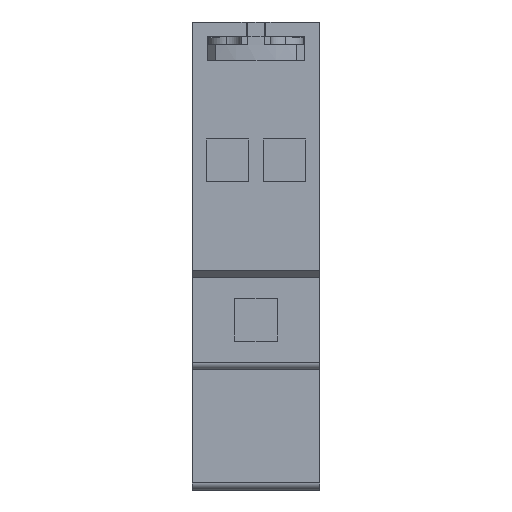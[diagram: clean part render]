
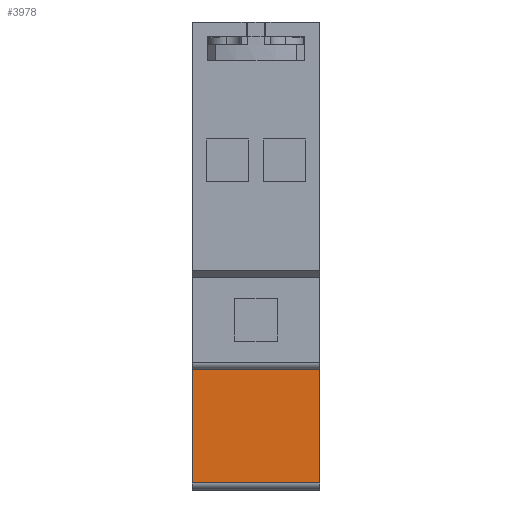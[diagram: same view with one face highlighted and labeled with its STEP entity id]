
A CAD part, front view. The second image highlights one B-rep face of the part: STEP entity #3978.
In plain terms, the highlighted planar face has unit normal (0, -1, 0).
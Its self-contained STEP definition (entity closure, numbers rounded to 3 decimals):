
#180 = CARTESIAN_POINT ( 'NONE',  ( -9., -22.5, -31.5 ) ) ;
#229 = ORIENTED_EDGE ( 'NONE', *, *, #3530, .T. ) ;
#386 = VERTEX_POINT ( 'NONE', #2543 ) ;
#392 = DIRECTION ( 'NONE',  ( 0., 0., -1. ) ) ;
#502 = VECTOR ( 'NONE', #6118, 1000. ) ;
#511 = LINE ( 'NONE', #1389, #502 ) ;
#1389 = CARTESIAN_POINT ( 'NONE',  ( 9., -22.5, -15.495 ) ) ;
#1626 = CARTESIAN_POINT ( 'NONE',  ( -9., -22.5, -31.5 ) ) ;
#1809 = VERTEX_POINT ( 'NONE', #3130 ) ;
#2238 = FACE_OUTER_BOUND ( 'NONE', #5101, .T. ) ;
#2543 = CARTESIAN_POINT ( 'NONE',  ( 9., -22.5, -31.5 ) ) ;
#2592 = PLANE ( 'NONE',  #6649 ) ;
#2700 = DIRECTION ( 'NONE',  ( 1., 0., 0. ) ) ;
#2780 = LINE ( 'NONE', #4460, #2793 ) ;
#2793 = VECTOR ( 'NONE', #3403, 1000. ) ;
#3027 = VECTOR ( 'NONE', #2700, 1000. ) ;
#3035 = LINE ( 'NONE', #1626, #3027 ) ;
#3130 = CARTESIAN_POINT ( 'NONE',  ( 9., -22.5, -15.495 ) ) ;
#3171 = DIRECTION ( 'NONE',  ( 0., 0., -1. ) ) ;
#3231 = LINE ( 'NONE', #5747, #3258 ) ;
#3258 = VECTOR ( 'NONE', #392, 1000. ) ;
#3403 = DIRECTION ( 'NONE',  ( 1., 0., 0. ) ) ;
#3418 = ORIENTED_EDGE ( 'NONE', *, *, #3678, .F. ) ;
#3446 = EDGE_CURVE ( 'NONE', #6736, #5144, #3231, .T. ) ;
#3530 = EDGE_CURVE ( 'NONE', #5144, #386, #3035, .T. ) ;
#3678 = EDGE_CURVE ( 'NONE', #6736, #1809, #2780, .T. ) ;
#3706 = CARTESIAN_POINT ( 'NONE',  ( -9., -22.5, -15.495 ) ) ;
#3978 = ADVANCED_FACE ( 'NONE', ( #2238 ), #2592, .T. ) ;
#4460 = CARTESIAN_POINT ( 'NONE',  ( -9., -22.5, -15.495 ) ) ;
#5101 = EDGE_LOOP ( 'NONE', ( #5546, #229, #5434, #3418 ) ) ;
#5144 = VERTEX_POINT ( 'NONE', #180 ) ;
#5434 = ORIENTED_EDGE ( 'NONE', *, *, #5473, .F. ) ;
#5473 = EDGE_CURVE ( 'NONE', #1809, #386, #511, .T. ) ;
#5546 = ORIENTED_EDGE ( 'NONE', *, *, #3446, .T. ) ;
#5747 = CARTESIAN_POINT ( 'NONE',  ( -9., -22.5, -15.495 ) ) ;
#5985 = CARTESIAN_POINT ( 'NONE',  ( -9., -22.5, -15.495 ) ) ;
#6118 = DIRECTION ( 'NONE',  ( 0., 0., -1. ) ) ;
#6260 = DIRECTION ( 'NONE',  ( 0., -1., 0. ) ) ;
#6649 = AXIS2_PLACEMENT_3D ( 'NONE', #3706, #6260, #3171 ) ;
#6736 = VERTEX_POINT ( 'NONE', #5985 ) ;
